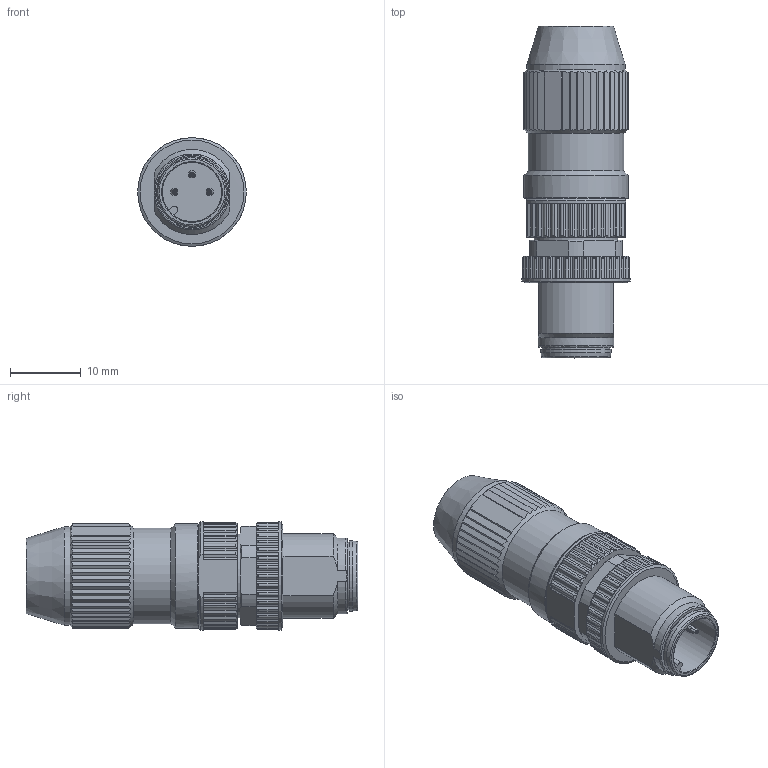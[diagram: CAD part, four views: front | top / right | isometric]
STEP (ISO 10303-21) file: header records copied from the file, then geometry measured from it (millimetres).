
FILE_DESCRIPTION(/* description */ (''),/* implementation_level */ '2;1');
FILE_NAME(/* name */ 'WASC3S.stp',/* time_stamp */ '2016-12-09T09:42:12+01:00',/* author */ (''),/* organization */ (''),/* preprocessor_version */ 'ST-DEVELOPER v16',/* originating_system */ 'SIEMENS PLM Software NX 10.0',/* authorisation */ '');
FILE_SCHEMA (('AUTOMOTIVE_DESIGN { 1 0 10303 214 3 1 1 1 }'));
Length unit declared in the file: millimetre
Products named in the file (1): 100198365ugm000_a
Bounding box: 15.3 x 46.75 x 15.3 mm (x, y, z)
Volume: 6108.7 mm3; surface area: 2859.8 mm2
Topology: 1 solids, 1 shells, 559 faces, 1529 edges, 982 vertices
Faces by surface type: plane 259, cylinder 164, bspline 84, cone 48, torus 4
Full cylindrical faces by diameter (mm): 5.6 x1, 8.35 x1, 9.5 x1, 9.95 x1, 11.8 x1, 13.5 x1, 13.9 x1, 14.7 x1, 15.3 x1
Entity records: 21830 total; most frequent: CARTESIAN_POINT 8970, ORIENTED_EDGE 3008, DIRECTION 2248, EDGE_CURVE 1504, VERTEX_POINT 978, AXIS2_PLACEMENT_3D 782, LINE 684, VECTOR 684
